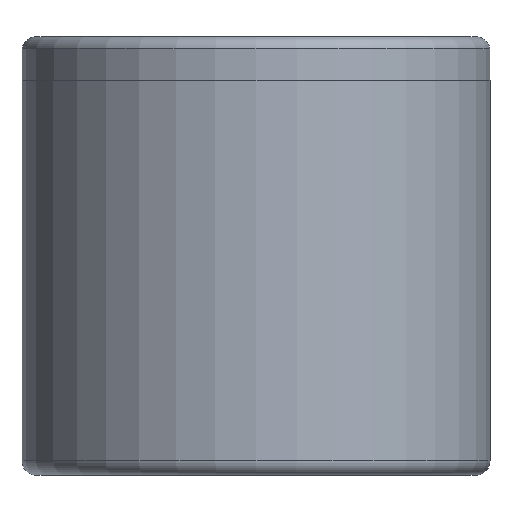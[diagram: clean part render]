
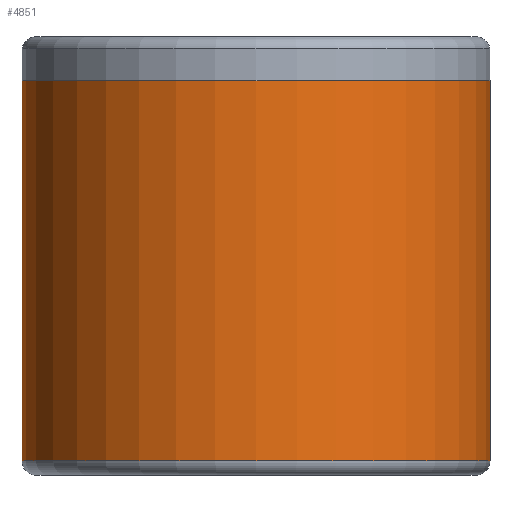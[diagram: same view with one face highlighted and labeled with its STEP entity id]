
A CAD part, front view. The second image highlights one B-rep face of the part: STEP entity #4851.
In plain terms, the highlighted cylindrical face has radius 16 mm (diameter 32 mm), a partial arc.
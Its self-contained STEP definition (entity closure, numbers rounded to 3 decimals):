
#44 = LINE ( 'NONE', #4575, #5117 ) ;
#80 = EDGE_CURVE ( 'NONE', #8614, #6003, #551, .T. ) ;
#122 = EDGE_LOOP ( 'NONE', ( #7431, #942, #3418, #5542 ) ) ;
#188 = CARTESIAN_POINT ( 'NONE',  ( 16., 0., 30. ) ) ;
#457 = DIRECTION ( 'NONE',  ( 0., 0., 1. ) ) ;
#547 = EDGE_CURVE ( 'NONE', #5915, #6003, #3015, .T. ) ;
#551 = LINE ( 'NONE', #188, #5862 ) ;
#615 = VERTEX_POINT ( 'NONE', #5960 ) ;
#942 = ORIENTED_EDGE ( 'NONE', *, *, #7883, .F. ) ;
#2941 = DIRECTION ( 'NONE',  ( 0., 0., -1. ) ) ;
#3015 = CIRCLE ( 'NONE', #8003, 16. ) ;
#3317 = DIRECTION ( 'NONE',  ( 0., 0., 1. ) ) ;
#3418 = ORIENTED_EDGE ( 'NONE', *, *, #7767, .T. ) ;
#3868 = CARTESIAN_POINT ( 'NONE',  ( 0., 0., 30. ) ) ;
#3926 = DIRECTION ( 'NONE',  ( 0., 0., -1. ) ) ;
#4216 = AXIS2_PLACEMENT_3D ( 'NONE', #7475, #3317, #8156 ) ;
#4575 = CARTESIAN_POINT ( 'NONE',  ( -16., 0., 30. ) ) ;
#4593 = DIRECTION ( 'NONE',  ( 1., 0., 0. ) ) ;
#4791 = AXIS2_PLACEMENT_3D ( 'NONE', #3868, #3926, #6679 ) ;
#4851 = ADVANCED_FACE ( 'NONE', ( #7065 ), #5005, .T. ) ;
#5005 = CYLINDRICAL_SURFACE ( 'NONE', #4791, 16. ) ;
#5117 = VECTOR ( 'NONE', #8687, 1000. ) ;
#5297 = CARTESIAN_POINT ( 'NONE',  ( 0., 0., 1. ) ) ;
#5481 = CARTESIAN_POINT ( 'NONE',  ( 16., 0., 1. ) ) ;
#5542 = ORIENTED_EDGE ( 'NONE', *, *, #547, .T. ) ;
#5862 = VECTOR ( 'NONE', #2941, 1000. ) ;
#5915 = VERTEX_POINT ( 'NONE', #6043 ) ;
#5960 = CARTESIAN_POINT ( 'NONE',  ( -16., 0., 27. ) ) ;
#6003 = VERTEX_POINT ( 'NONE', #5481 ) ;
#6043 = CARTESIAN_POINT ( 'NONE',  ( -16., 0., 1. ) ) ;
#6679 = DIRECTION ( 'NONE',  ( -1., 0., 0. ) ) ;
#7065 = FACE_OUTER_BOUND ( 'NONE', #122, .T. ) ;
#7431 = ORIENTED_EDGE ( 'NONE', *, *, #80, .F. ) ;
#7475 = CARTESIAN_POINT ( 'NONE',  ( 0., 0., 27. ) ) ;
#7486 = CIRCLE ( 'NONE', #4216, 16. ) ;
#7767 = EDGE_CURVE ( 'NONE', #615, #5915, #44, .T. ) ;
#7883 = EDGE_CURVE ( 'NONE', #615, #8614, #7486, .T. ) ;
#8003 = AXIS2_PLACEMENT_3D ( 'NONE', #5297, #457, #4593 ) ;
#8156 = DIRECTION ( 'NONE',  ( 1., 0., 0. ) ) ;
#8365 = CARTESIAN_POINT ( 'NONE',  ( 16., 0., 27. ) ) ;
#8614 = VERTEX_POINT ( 'NONE', #8365 ) ;
#8687 = DIRECTION ( 'NONE',  ( 0., 0., -1. ) ) ;
